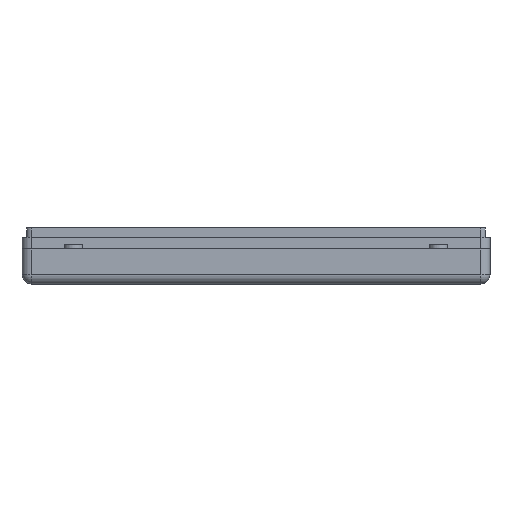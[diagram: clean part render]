
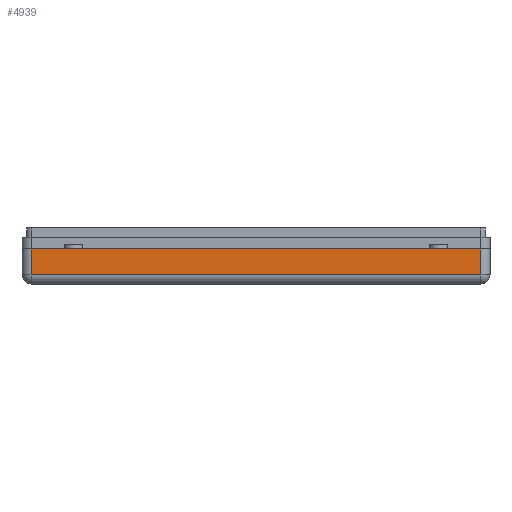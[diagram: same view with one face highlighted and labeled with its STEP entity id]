
A CAD part, front view. The second image highlights one B-rep face of the part: STEP entity #4939.
In plain terms, the highlighted planar face has unit normal (0, -1, 0).
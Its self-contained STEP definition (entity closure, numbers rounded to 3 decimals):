
#4900=CARTESIAN_POINT('',(-50.,-95.,2.));
#4901=DIRECTION('',(0.,1.,-0.));
#4902=DIRECTION('',(-1.,0.,-0.));
#4903=AXIS2_PLACEMENT_3D('',#4900,#4901,#4902);
#4904=PLANE('',#4903);
#4905=CARTESIAN_POINT('',(-48.,-95.,7.5));
#4906=VERTEX_POINT('',#4905);
#4907=CARTESIAN_POINT('',(48.,-95.,7.5));
#4908=VERTEX_POINT('',#4907);
#4909=CARTESIAN_POINT('',(-48.,-95.,7.5));
#4910=DIRECTION('',(1.,-0.,0.));
#4911=VECTOR('',#4910,96.);
#4912=LINE('',#4909,#4911);
#4913=EDGE_CURVE('',#4906,#4908,#4912,.T.);
#4914=ORIENTED_EDGE('',*,*,#4913,.F.);
#4915=CARTESIAN_POINT('',(-48.,-95.,2.));
#4916=VERTEX_POINT('',#4915);
#4917=CARTESIAN_POINT('',(-48.,-95.,7.5));
#4918=DIRECTION('',(0.,-0.,-1.));
#4919=VECTOR('',#4918,5.5);
#4920=LINE('',#4917,#4919);
#4921=EDGE_CURVE('',#4906,#4916,#4920,.T.);
#4922=ORIENTED_EDGE('',*,*,#4921,.T.);
#4923=CARTESIAN_POINT('',(48.,-95.,2.));
#4924=VERTEX_POINT('',#4923);
#4925=CARTESIAN_POINT('',(-48.,-95.,2.));
#4926=DIRECTION('',(1.,-0.,0.));
#4927=VECTOR('',#4926,96.);
#4928=LINE('',#4925,#4927);
#4929=EDGE_CURVE('',#4916,#4924,#4928,.T.);
#4930=ORIENTED_EDGE('',*,*,#4929,.T.);
#4931=CARTESIAN_POINT('',(48.,-95.,2.));
#4932=DIRECTION('',(-0.,0.,1.));
#4933=VECTOR('',#4932,5.5);
#4934=LINE('',#4931,#4933);
#4935=EDGE_CURVE('',#4924,#4908,#4934,.T.);
#4936=ORIENTED_EDGE('',*,*,#4935,.T.);
#4937=EDGE_LOOP('',(#4914,#4922,#4930,#4936));
#4938=FACE_BOUND('',#4937,.T.);
#4939=ADVANCED_FACE('',(#4938),#4904,.F.);
